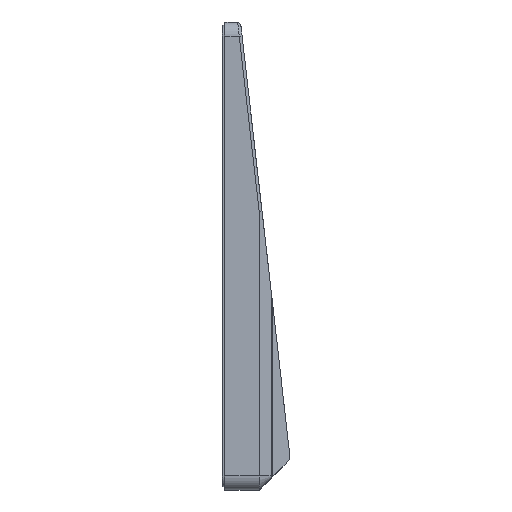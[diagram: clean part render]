
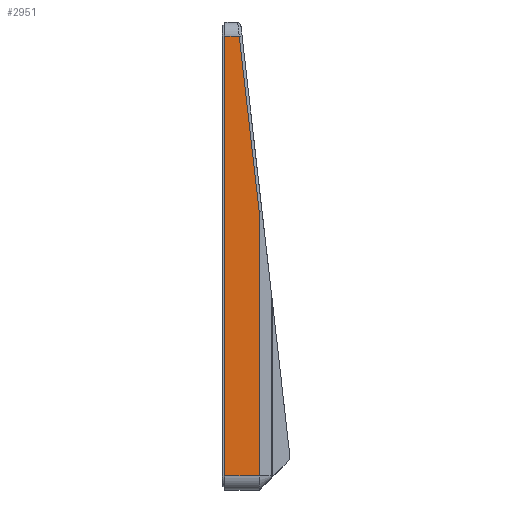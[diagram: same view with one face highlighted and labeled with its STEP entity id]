
A CAD part, left-side view. The second image highlights one B-rep face of the part: STEP entity #2951.
In plain terms, the highlighted planar face has unit normal (-1, 0, 0).
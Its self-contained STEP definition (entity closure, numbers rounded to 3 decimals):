
#275=PLANE('',#3255);
#509=VECTOR('',#3956,1.);
#525=VECTOR('',#4000,1.);
#526=VECTOR('',#4002,1.);
#527=VECTOR('',#4003,1.);
#528=VECTOR('',#4004,1.);
#757=LINE('',#5122,#509);
#773=LINE('',#5179,#525);
#774=LINE('',#5201,#526);
#775=LINE('',#5203,#527);
#776=LINE('',#5205,#528);
#1032=VERTEX_POINT('',#5109);
#1036=VERTEX_POINT('',#5121);
#1045=VERTEX_POINT('',#5180);
#1046=VERTEX_POINT('',#5202);
#1047=VERTEX_POINT('',#5204);
#1437=EDGE_CURVE('',#1036,#1032,#757,.T.);
#1459=EDGE_CURVE('',#1032,#1045,#773,.T.);
#1461=EDGE_CURVE('',#1046,#1036,#774,.T.);
#1462=EDGE_CURVE('',#1047,#1046,#775,.T.);
#1463=EDGE_CURVE('',#1045,#1047,#776,.T.);
#2189=ORIENTED_EDGE('',*,*,#1437,.F.);
#2190=ORIENTED_EDGE('',*,*,#1461,.F.);
#2191=ORIENTED_EDGE('',*,*,#1462,.F.);
#2192=ORIENTED_EDGE('',*,*,#1463,.F.);
#2193=ORIENTED_EDGE('',*,*,#1459,.F.);
#2493=EDGE_LOOP('',(#2189,#2190,#2191,#2192,#2193));
#2741=FACE_BOUND('',#2493,.T.);
#2951=ADVANCED_FACE('',(#2741),#275,.F.);
#3255=AXIS2_PLACEMENT_3D('',#5200,#4001,$);
#3956=DIRECTION('',(0.,0.,1.));
#4000=DIRECTION('',(0.,-1.,0.));
#4001=DIRECTION('',(1.,0.,0.));
#4002=DIRECTION('',(0.,1.,0.));
#4003=DIRECTION('',(0.,0.,-1.));
#4004=DIRECTION('',(0.,-0.113,-0.994));
#5109=CARTESIAN_POINT('',(-202.5,5.5,-5.));
#5121=CARTESIAN_POINT('',(-202.5,5.5,-160.));
#5122=CARTESIAN_POINT('',(-202.5,5.5,-84.637));
#5179=CARTESIAN_POINT('',(-202.5,0.767,-5.));
#5180=CARTESIAN_POINT('',(-202.5,0.437,-5.));
#5200=CARTESIAN_POINT('',(-202.5,-1.717,-86.774));
#5201=CARTESIAN_POINT('',(-202.5,-3.933,-160.));
#5202=CARTESIAN_POINT('',(-202.5,-6.599,-160.));
#5203=CARTESIAN_POINT('',(-202.5,-6.599,94.99));
#5204=CARTESIAN_POINT('',(-202.5,-6.599,-66.756));
#5205=CARTESIAN_POINT('',(-202.5,-8.597,-84.291));
